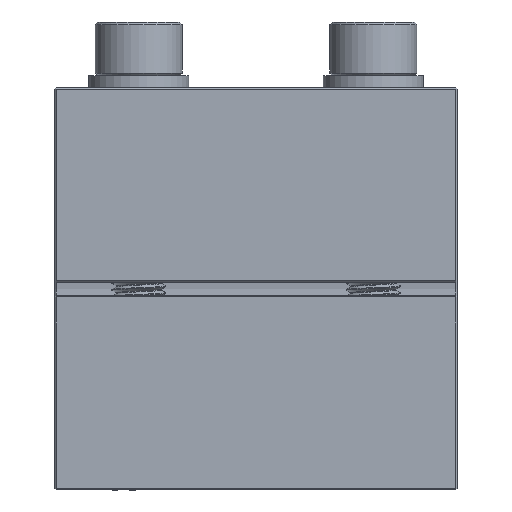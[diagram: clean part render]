
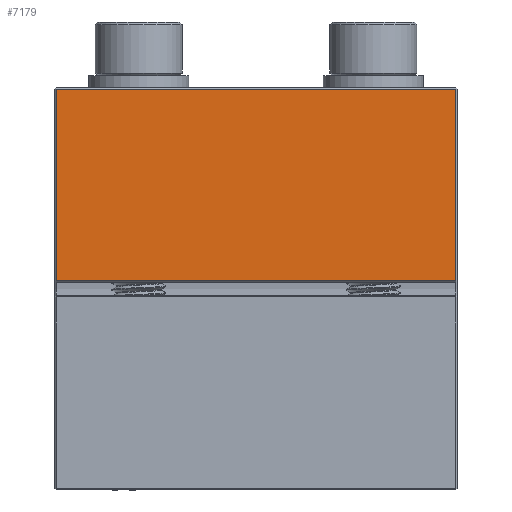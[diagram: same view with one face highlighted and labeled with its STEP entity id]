
A CAD part, left-side view. The second image highlights one B-rep face of the part: STEP entity #7179.
In plain terms, the highlighted planar face has unit normal (-1, 0, 0).
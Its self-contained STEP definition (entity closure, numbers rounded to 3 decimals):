
#186=PLANE('',#7692);
#535=FACE_OUTER_BOUND('',#973,.T.);
#973=EDGE_LOOP('',(#6057,#6058,#6059,#6060));
#2029=LINE('',#22941,#2500);
#2037=LINE('',#22955,#2508);
#2039=LINE('',#22958,#2510);
#2045=LINE('',#22968,#2516);
#2500=VECTOR('',#8838,10.);
#2508=VECTOR('',#8852,10.);
#2510=VECTOR('',#8856,10.);
#2516=VECTOR('',#8870,10.);
#3154=VERTEX_POINT('',#22904);
#3158=VERTEX_POINT('',#22918);
#3163=VERTEX_POINT('',#22934);
#3168=VERTEX_POINT('',#22950);
#4128=EDGE_CURVE('',#3163,#3154,#2029,.T.);
#4136=EDGE_CURVE('',#3158,#3168,#2037,.T.);
#4138=EDGE_CURVE('',#3168,#3163,#2039,.T.);
#4144=EDGE_CURVE('',#3154,#3158,#2045,.T.);
#6057=ORIENTED_EDGE('',*,*,#4136,.F.);
#6058=ORIENTED_EDGE('',*,*,#4144,.F.);
#6059=ORIENTED_EDGE('',*,*,#4128,.F.);
#6060=ORIENTED_EDGE('',*,*,#4138,.F.);
#7179=ADVANCED_FACE('',(#535),#186,.T.);
#7692=AXIS2_PLACEMENT_3D('',#23003,#8916,#8917);
#8838=DIRECTION('',(0.,0.,-1.));
#8852=DIRECTION('',(0.,0.,1.));
#8856=DIRECTION('',(0.,-1.,0.));
#8870=DIRECTION('',(0.,1.,0.));
#8916=DIRECTION('center_axis',(-1.,0.,0.));
#8917=DIRECTION('ref_axis',(0.,-1.,0.));
#22904=CARTESIAN_POINT('',(0.,0.2,31.2));
#22918=CARTESIAN_POINT('',(0.,59.8,31.2));
#22934=CARTESIAN_POINT('',(0.,0.2,59.8));
#22941=CARTESIAN_POINT('',(0.,0.2,0.));
#22950=CARTESIAN_POINT('',(0.,59.8,59.8));
#22955=CARTESIAN_POINT('',(0.,59.8,0.));
#22958=CARTESIAN_POINT('',(0.,45.,59.8));
#22968=CARTESIAN_POINT('',(0.,60.,31.2));
#23003=CARTESIAN_POINT('Origin',(0.,60.,0.));
